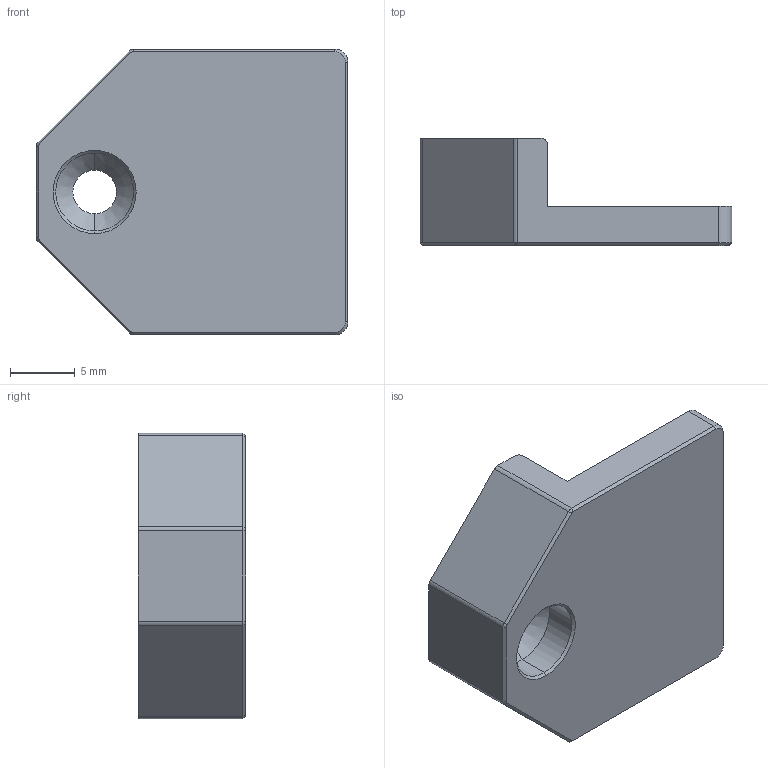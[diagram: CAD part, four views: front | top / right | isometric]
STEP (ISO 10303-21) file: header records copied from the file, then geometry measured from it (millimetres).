
FILE_DESCRIPTION (( 'STEP AP214' ), '1' );
FILE_NAME ('Chamber heating-cable bracket.STEP', '2025-08-09T06:24:14', ( '' ), ( '' ), 'SwSTEP 2.0', 'SolidWorks 2021', '' );
FILE_SCHEMA (( 'AUTOMOTIVE_DESIGN' ));
Length unit declared in the file: millimetre
Products named in the file (1): Chamber heating-cable bracket
Bounding box: 24 x 8.25 x 22 mm (x, y, z)
Volume: 2135.8 mm3; surface area: 1551.6 mm2
Topology: 1 solids, 1 shells, 39 faces, 91 edges, 54 vertices
Faces by surface type: plane 16, cone 12, cylinder 11
Entity records: 1135 total; most frequent: DIRECTION 203, CARTESIAN_POINT 185, ORIENTED_EDGE 182, EDGE_CURVE 91, AXIS2_PLACEMENT_3D 72, LINE 59, VECTOR 59, VERTEX_POINT 54
